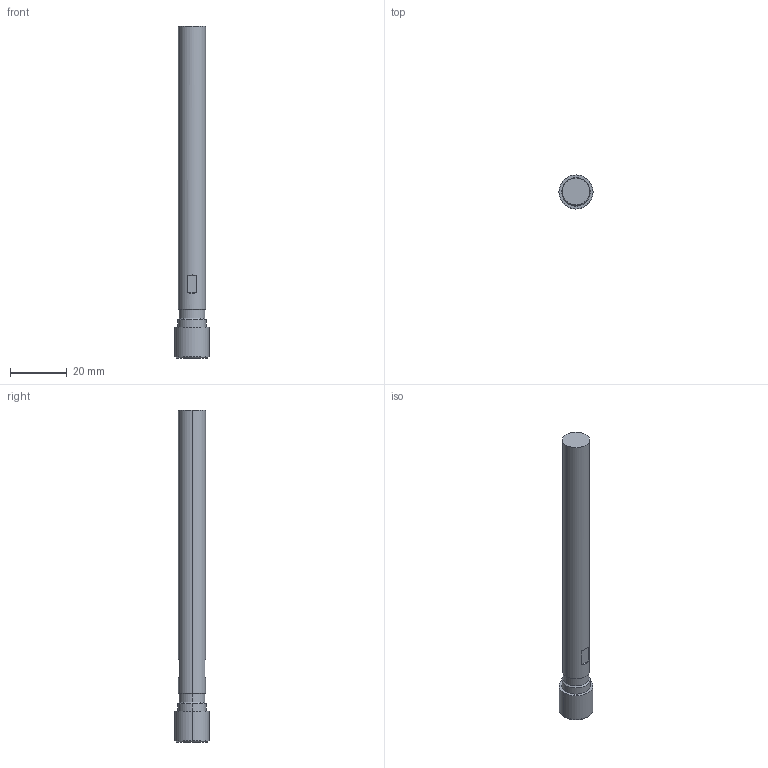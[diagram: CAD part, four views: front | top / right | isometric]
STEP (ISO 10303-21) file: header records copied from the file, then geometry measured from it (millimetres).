
FILE_DESCRIPTION (( 'STEP AP203' ), '1' );
FILE_NAME ('STP-04889.STEP', '2020-03-11T02:33:43', ( '' ), ( '' ), 'SwSTEP 2.0', 'SolidWorks 2017', '' );
FILE_SCHEMA (( 'CONFIG_CONTROL_DESIGN' ));
Length unit declared in the file: millimetre
Products named in the file (1): STP-04889
Bounding box: 12 x 12 x 117 mm (x, y, z)
Volume: 8507.9 mm3; surface area: 4013 mm2
Topology: 1 solids, 1 shells, 26 faces, 50 edges, 30 vertices
Faces by surface type: cylinder 10, plane 10, cone 6
Entity records: 733 total; most frequent: DIRECTION 122, CARTESIAN_POINT 119, ORIENTED_EDGE 100, EDGE_CURVE 50, AXIS2_PLACEMENT_3D 49, EDGE_LOOP 30, VERTEX_POINT 30, FACE_OUTER_BOUND 26
